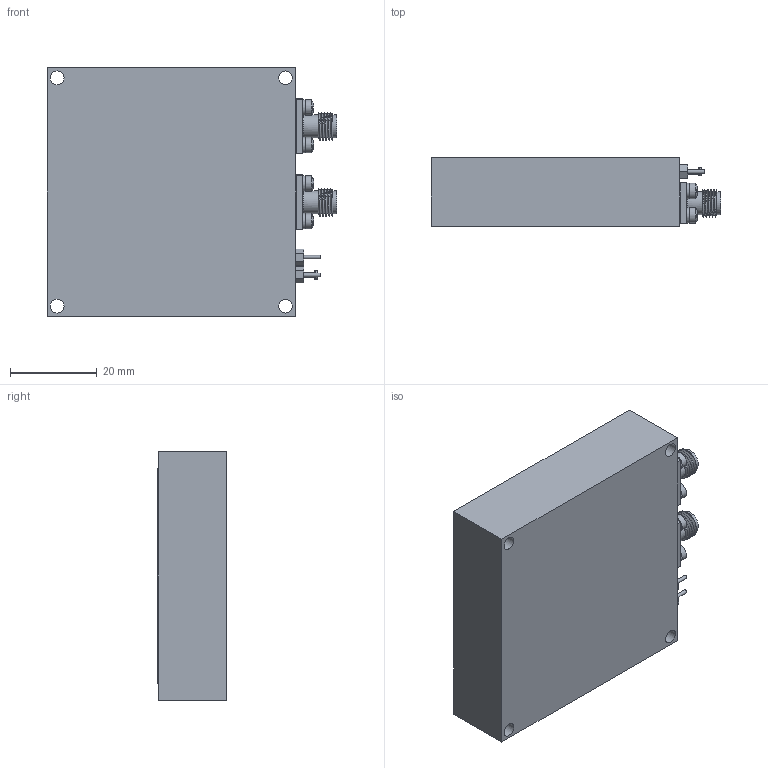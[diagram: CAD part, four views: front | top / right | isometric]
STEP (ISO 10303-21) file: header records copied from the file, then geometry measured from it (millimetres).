
FILE_DESCRIPTION (( 'STEP AP214' ), '1' );
FILE_NAME ('PDRO-6800M-13DBM-SFF.STEP', '2025-03-05T13:51:05', ( '' ), ( '' ), 'SwSTEP 2.0', 'SolidWorks 2024', '' );
FILE_SCHEMA (( 'AUTOMOTIVE_DESIGN' ));
Length unit declared in the file: inch
Products named in the file (1): PDRO-6800M-13DBM-SFF
Bounding box: 66.73 x 15.8 x 57.2 mm (x, y, z)
Volume: 52175 mm3; surface area: 17975.6 mm2
Topology: 33 solids, 33 shells, 743 faces, 2715 edges, 2203 vertices
Faces by surface type: plane 439, cylinder 126, torus 60, cone 54, sphere 48, bspline 16
Full cylindrical faces by diameter (mm): 0.508 x4, 0.762 x2, 0.813 x6, 1.016 x2, 1.067 x1, 1.27 x2, 1.93 x1, 2.184 x9, 2.362 x8, 2.845 x3, 3.175 x4, 3.302 x2, 3.556 x8, 4.191 x4, 4.597 x2, 5.283 x4
Entity records: 45271 total; most frequent: CARTESIAN_POINT 13201, ORIENTED_EDGE 5080, DIRECTION 3915, EDGE_CURVE 2540, VERTEX_POINT 2188, VECTOR 1311, LINE 1311, AXIS2_PLACEMENT_3D 1302
